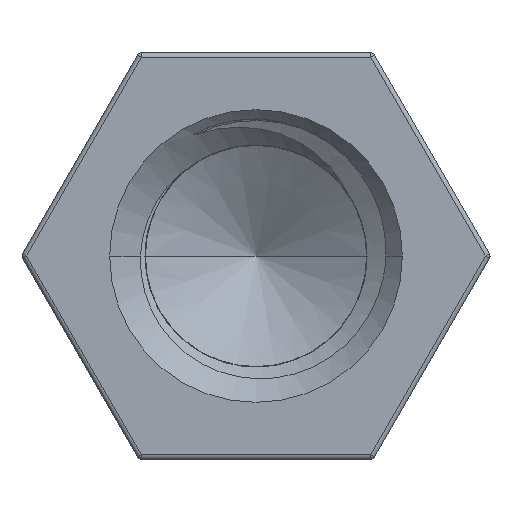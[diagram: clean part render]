
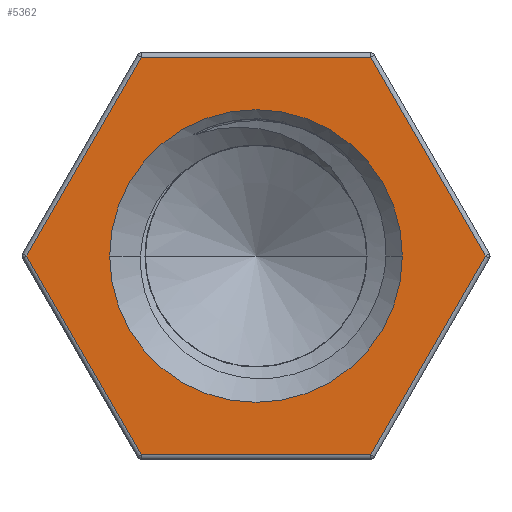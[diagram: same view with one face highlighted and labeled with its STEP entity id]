
A CAD part, left-side view. The second image highlights one B-rep face of the part: STEP entity #5362.
In plain terms, the highlighted planar face has unit normal (-1, 0, 0).
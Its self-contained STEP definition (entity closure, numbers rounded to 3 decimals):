
#1897=DIRECTION('',(0.,-0.5,-0.866));
#1898=VECTOR('',#1897,2.539);
#1899=CARTESIAN_POINT('',(-5.,2.539,0.));
#1900=LINE('',#1899,#1898);
#1904=DIRECTION('',(0.,0.5,-0.866));
#1905=VECTOR('',#1904,2.539);
#1906=CARTESIAN_POINT('',(-5.,1.27,2.199));
#1907=LINE('',#1906,#1905);
#1911=DIRECTION('',(0.,1.,0.));
#1912=VECTOR('',#1911,2.539);
#1913=CARTESIAN_POINT('',(-5.,-1.27,2.199));
#1914=LINE('',#1913,#1912);
#1918=DIRECTION('',(0.,0.5,0.866));
#1919=VECTOR('',#1918,2.539);
#1920=CARTESIAN_POINT('',(-5.,-2.539,0.));
#1921=LINE('',#1920,#1919);
#1925=DIRECTION('',(0.,-0.5,0.866));
#1926=VECTOR('',#1925,2.539);
#1927=CARTESIAN_POINT('',(-5.,-1.27,-2.199));
#1928=LINE('',#1927,#1926);
#1932=DIRECTION('',(0.,-1.,0.));
#1933=VECTOR('',#1932,2.539);
#1934=CARTESIAN_POINT('',(-5.,1.27,-2.199));
#1935=LINE('',#1934,#1933);
#1939=CARTESIAN_POINT('',(-5.,0.,0.));
#1940=DIRECTION('',(1.,0.,0.));
#1941=DIRECTION('',(0.,1.,0.));
#1942=AXIS2_PLACEMENT_3D('',#1939,#1940,#1941);
#1947=CARTESIAN_POINT('',(-5.,0.,0.));
#1948=DIRECTION('',(1.,0.,0.));
#1949=DIRECTION('',(0.,-1.,0.));
#1950=AXIS2_PLACEMENT_3D('',#1947,#1948,#1949);
#3371=CARTESIAN_POINT('',(-5.,2.539,0.));
#3372=CARTESIAN_POINT('',(-5.,1.27,-2.199));
#3373=VERTEX_POINT('',#3371);
#3374=VERTEX_POINT('',#3372);
#3383=CARTESIAN_POINT('',(-5.,-1.27,-2.199));
#3384=VERTEX_POINT('',#3383);
#3431=CARTESIAN_POINT('',(-5.,-2.539,0.));
#3432=VERTEX_POINT('',#3431);
#3433=CARTESIAN_POINT('',(-5.,-1.27,2.199));
#3434=VERTEX_POINT('',#3433);
#3435=CARTESIAN_POINT('',(-5.,1.27,2.199));
#3436=VERTEX_POINT('',#3435);
#3450=CARTESIAN_POINT('',(-5.,1.62,0.));
#3452=VERTEX_POINT('',#3450);
#3454=CARTESIAN_POINT('',(-5.,-1.62,0.));
#3456=VERTEX_POINT('',#3454);
#5339=CARTESIAN_POINT('',(-5.,0.,0.));
#5340=DIRECTION('',(1.,0.,0.));
#5341=DIRECTION('',(0.,-1.,0.));
#5342=AXIS2_PLACEMENT_3D('',#5339,#5340,#5341);
#5343=PLANE('',#5342);
#5344=ORIENTED_EDGE('',*,*,#5330,.F.);
#5346=ORIENTED_EDGE('',*,*,#5345,.F.);
#5348=ORIENTED_EDGE('',*,*,#5347,.F.);
#5350=ORIENTED_EDGE('',*,*,#5349,.F.);
#5352=ORIENTED_EDGE('',*,*,#5351,.F.);
#5353=ORIENTED_EDGE('',*,*,#5251,.F.);
#5354=EDGE_LOOP('',(#5344,#5346,#5348,#5350,#5352,#5353));
#5355=FACE_OUTER_BOUND('',#5354,.F.);
#5357=ORIENTED_EDGE('',*,*,#5356,.F.);
#5359=ORIENTED_EDGE('',*,*,#5358,.F.);
#5360=EDGE_LOOP('',(#5357,#5359));
#5361=FACE_BOUND('',#5360,.F.);
#1943=CIRCLE('',#1942,1.62);
#1951=CIRCLE('',#1950,1.62);
#5251=EDGE_CURVE('',#3374,#3384,#1935,.T.);
#5330=EDGE_CURVE('',#3373,#3374,#1900,.T.);
#5345=EDGE_CURVE('',#3436,#3373,#1907,.T.);
#5347=EDGE_CURVE('',#3434,#3436,#1914,.T.);
#5349=EDGE_CURVE('',#3432,#3434,#1921,.T.);
#5351=EDGE_CURVE('',#3384,#3432,#1928,.T.);
#5356=EDGE_CURVE('',#3452,#3456,#1943,.T.);
#5358=EDGE_CURVE('',#3456,#3452,#1951,.T.);
#5362=ADVANCED_FACE('',(#5355,#5361),#5343,.F.);
